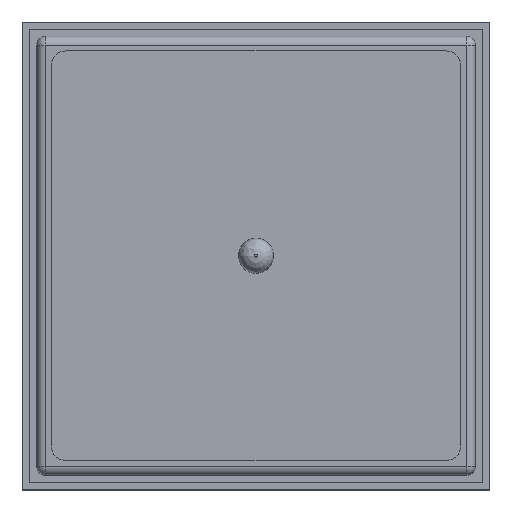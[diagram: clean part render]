
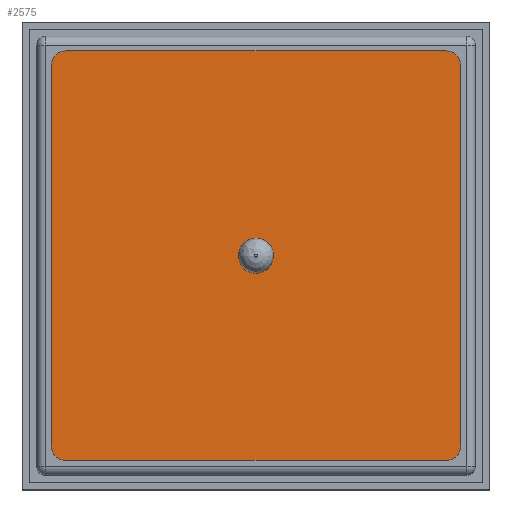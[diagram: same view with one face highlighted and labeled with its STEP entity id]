
A CAD part, top view. The second image highlights one B-rep face of the part: STEP entity #2575.
In plain terms, the highlighted planar face has unit normal (0, 0, 1).
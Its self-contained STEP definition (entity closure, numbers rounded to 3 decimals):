
#72=FACE_BOUND('',#1057,.T.);
#93=LINE('',#3819,#409);
#97=LINE('',#3831,#413);
#101=LINE('',#3843,#417);
#105=LINE('',#3855,#421);
#409=VECTOR('',#3041,10.);
#413=VECTOR('',#3053,10.);
#417=VECTOR('',#3065,10.);
#421=VECTOR('',#3077,10.);
#728=PLANE('',#2829);
#882=FACE_OUTER_BOUND('',#1056,.T.);
#1056=EDGE_LOOP('',(#1872,#1873,#1874,#1875,#1876,#1877,#1878,#1879));
#1057=EDGE_LOOP('',(#1880));
#1225=CIRCLE('',#2811,0.6);
#1227=CIRCLE('',#2816,0.5);
#1229=CIRCLE('',#2820,0.5);
#1231=CIRCLE('',#2824,0.5);
#1233=CIRCLE('',#2828,0.5);
#1259=VERTEX_POINT('',#3808);
#1262=VERTEX_POINT('',#3816);
#1263=VERTEX_POINT('',#3818);
#1265=VERTEX_POINT('',#3824);
#1267=VERTEX_POINT('',#3830);
#1269=VERTEX_POINT('',#3836);
#1271=VERTEX_POINT('',#3842);
#1273=VERTEX_POINT('',#3848);
#1275=VERTEX_POINT('',#3854);
#1486=EDGE_CURVE('',#1259,#1259,#1225,.T.);
#1489=EDGE_CURVE('',#1263,#1262,#93,.T.);
#1492=EDGE_CURVE('',#1265,#1263,#1227,.T.);
#1495=EDGE_CURVE('',#1267,#1265,#97,.T.);
#1498=EDGE_CURVE('',#1269,#1267,#1229,.T.);
#1501=EDGE_CURVE('',#1271,#1269,#101,.T.);
#1504=EDGE_CURVE('',#1273,#1271,#1231,.T.);
#1507=EDGE_CURVE('',#1275,#1273,#105,.T.);
#1510=EDGE_CURVE('',#1262,#1275,#1233,.T.);
#1872=ORIENTED_EDGE('',*,*,#1510,.T.);
#1873=ORIENTED_EDGE('',*,*,#1507,.T.);
#1874=ORIENTED_EDGE('',*,*,#1504,.T.);
#1875=ORIENTED_EDGE('',*,*,#1501,.T.);
#1876=ORIENTED_EDGE('',*,*,#1498,.T.);
#1877=ORIENTED_EDGE('',*,*,#1495,.T.);
#1878=ORIENTED_EDGE('',*,*,#1492,.T.);
#1879=ORIENTED_EDGE('',*,*,#1489,.T.);
#1880=ORIENTED_EDGE('',*,*,#1486,.T.);
#2575=ADVANCED_FACE('',(#882,#72),#728,.T.);
#2811=AXIS2_PLACEMENT_3D('',#3810,#3033,#3034);
#2816=AXIS2_PLACEMENT_3D('',#3825,#3047,#3048);
#2820=AXIS2_PLACEMENT_3D('',#3837,#3059,#3060);
#2824=AXIS2_PLACEMENT_3D('',#3849,#3071,#3072);
#2828=AXIS2_PLACEMENT_3D('',#3859,#3083,#3084);
#2829=AXIS2_PLACEMENT_3D('',#3860,#3085,#3086);
#3033=DIRECTION('center_axis',(0.,0.,-1.));
#3034=DIRECTION('ref_axis',(-1.,0.,0.));
#3041=DIRECTION('',(0.,-1.,0.));
#3047=DIRECTION('center_axis',(0.,0.,1.));
#3048=DIRECTION('ref_axis',(0.,1.,0.));
#3053=DIRECTION('',(-1.,0.,0.));
#3059=DIRECTION('center_axis',(0.,0.,1.));
#3060=DIRECTION('ref_axis',(1.,0.,0.));
#3065=DIRECTION('',(0.,1.,0.));
#3071=DIRECTION('center_axis',(0.,0.,1.));
#3072=DIRECTION('ref_axis',(0.,-1.,0.));
#3077=DIRECTION('',(1.,0.,0.));
#3083=DIRECTION('center_axis',(0.,0.,1.));
#3084=DIRECTION('ref_axis',(-1.,0.,0.));
#3085=DIRECTION('center_axis',(0.,0.,1.));
#3086=DIRECTION('ref_axis',(-1.,0.,0.));
#3808=CARTESIAN_POINT('',(-0.6,0.,4.1));
#3810=CARTESIAN_POINT('Origin',(0.,0.,4.1));
#3816=CARTESIAN_POINT('',(-7.,-6.5,4.1));
#3818=CARTESIAN_POINT('',(-7.,6.5,4.1));
#3819=CARTESIAN_POINT('',(-7.,6.5,4.1));
#3824=CARTESIAN_POINT('',(-6.5,7.,4.1));
#3825=CARTESIAN_POINT('Origin',(-6.5,6.5,4.1));
#3830=CARTESIAN_POINT('',(6.5,7.,4.1));
#3831=CARTESIAN_POINT('',(6.5,7.,4.1));
#3836=CARTESIAN_POINT('',(7.,6.5,4.1));
#3837=CARTESIAN_POINT('Origin',(6.5,6.5,4.1));
#3842=CARTESIAN_POINT('',(7.,-6.5,4.1));
#3843=CARTESIAN_POINT('',(7.,-6.5,4.1));
#3848=CARTESIAN_POINT('',(6.5,-7.,4.1));
#3849=CARTESIAN_POINT('Origin',(6.5,-6.5,4.1));
#3854=CARTESIAN_POINT('',(-6.5,-7.,4.1));
#3855=CARTESIAN_POINT('',(-6.5,-7.,4.1));
#3859=CARTESIAN_POINT('Origin',(-6.5,-6.5,4.1));
#3860=CARTESIAN_POINT('Origin',(0.,0.,
4.1));
